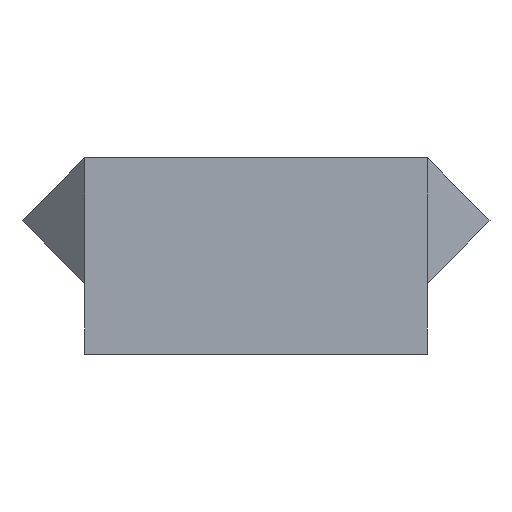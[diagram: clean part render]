
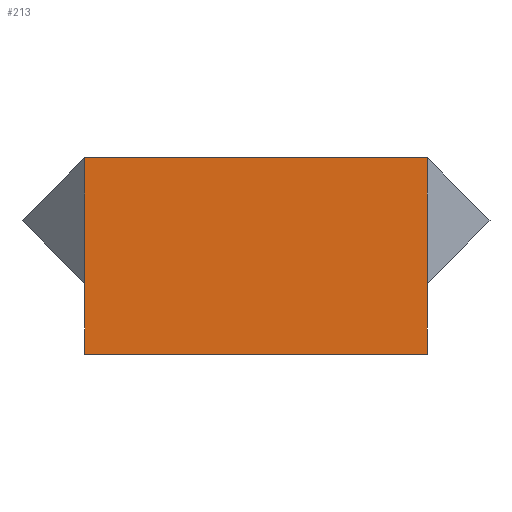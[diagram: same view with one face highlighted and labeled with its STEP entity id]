
A CAD part, front view. The second image highlights one B-rep face of the part: STEP entity #213.
In plain terms, the highlighted planar face has unit normal (0, -1, 0).
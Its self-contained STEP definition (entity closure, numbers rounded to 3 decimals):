
#40 = VERTEX_POINT('',#41);
#41 = CARTESIAN_POINT('',(-7.75,-70.,2.85));
#85 = EDGE_CURVE('',#40,#86,#88,.T.);
#86 = VERTEX_POINT('',#87);
#87 = CARTESIAN_POINT('',(7.75,-70.,2.85));
#88 = LINE('',#89,#90);
#89 = CARTESIAN_POINT('',(-7.75,-70.,2.85));
#90 = VECTOR('',#91,1.);
#91 = DIRECTION('',(1.,0.,0.));
#138 = VERTEX_POINT('',#139);
#139 = CARTESIAN_POINT('',(-7.75,-70.,-2.85));
#145 = EDGE_CURVE('',#138,#40,#146,.T.);
#146 = LINE('',#147,#148);
#147 = CARTESIAN_POINT('',(-7.75,-70.,-6.05));
#148 = VECTOR('',#149,1.);
#149 = DIRECTION('',(0.,0.,1.));
#213 = ADVANCED_FACE('',(#214),#248,.F.);
#214 = FACE_BOUND('',#215,.F.);
#215 = EDGE_LOOP('',(#216,#217,#218,#226,#234,#242));
#216 = ORIENTED_EDGE('',*,*,#145,.T.);
#217 = ORIENTED_EDGE('',*,*,#85,.T.);
#218 = ORIENTED_EDGE('',*,*,#219,.F.);
#219 = EDGE_CURVE('',#220,#86,#222,.T.);
#220 = VERTEX_POINT('',#221);
#221 = CARTESIAN_POINT('',(7.75,-70.,-2.85));
#222 = LINE('',#223,#224);
#223 = CARTESIAN_POINT('',(7.75,-70.,-6.05));
#224 = VECTOR('',#225,1.);
#225 = DIRECTION('',(0.,0.,1.));
#226 = ORIENTED_EDGE('',*,*,#227,.T.);
#227 = EDGE_CURVE('',#220,#228,#230,.T.);
#228 = VERTEX_POINT('',#229);
#229 = CARTESIAN_POINT('',(7.75,-70.,-6.05));
#230 = LINE('',#231,#232);
#231 = CARTESIAN_POINT('',(7.75,-70.,-2.85));
#232 = VECTOR('',#233,1.);
#233 = DIRECTION('',(0.,0.,-1.));
#234 = ORIENTED_EDGE('',*,*,#235,.T.);
#235 = EDGE_CURVE('',#228,#236,#238,.T.);
#236 = VERTEX_POINT('',#237);
#237 = CARTESIAN_POINT('',(-7.75,-70.,-6.05));
#238 = LINE('',#239,#240);
#239 = CARTESIAN_POINT('',(7.75,-70.,-6.05));
#240 = VECTOR('',#241,1.);
#241 = DIRECTION('',(-1.,0.,0.));
#242 = ORIENTED_EDGE('',*,*,#243,.T.);
#243 = EDGE_CURVE('',#236,#138,#244,.T.);
#244 = LINE('',#245,#246);
#245 = CARTESIAN_POINT('',(-7.75,-70.,-6.05));
#246 = VECTOR('',#247,1.);
#247 = DIRECTION('',(0.,0.,1.));
#248 = PLANE('',#249);
#249 = AXIS2_PLACEMENT_3D('',#250,#251,#252);
#250 = CARTESIAN_POINT('',(0.,-70.,-1.459));
#251 = DIRECTION('',(0.,1.,0.));
#252 = DIRECTION('',(0.,0.,1.));
